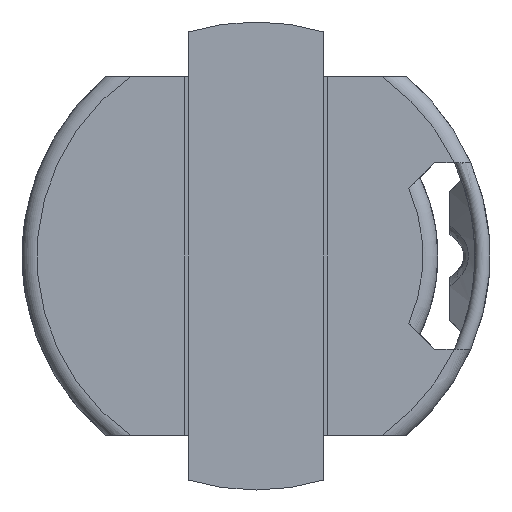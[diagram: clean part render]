
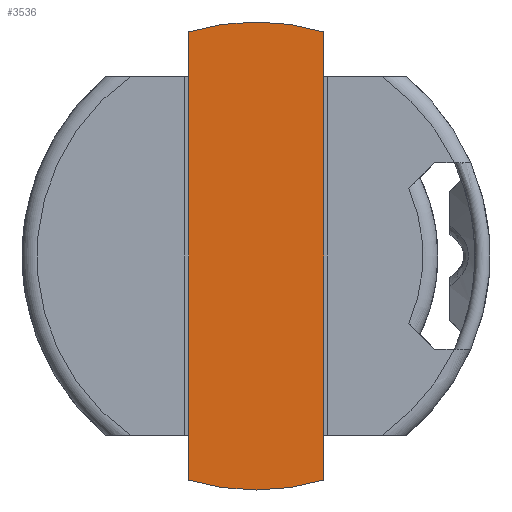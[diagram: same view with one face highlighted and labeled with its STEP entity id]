
A CAD part, left-side view. The second image highlights one B-rep face of the part: STEP entity #3536.
In plain terms, the highlighted planar face has unit normal (-1, 0, 0).
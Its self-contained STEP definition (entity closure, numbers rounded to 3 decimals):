
#220=CIRCLE('',#3859,12.55);
#221=CIRCLE('',#3861,12.55);
#428=FACE_OUTER_BOUND('',#620,.T.);
#620=EDGE_LOOP('',(#3229,#3230,#3231,#3232));
#908=LINE('',#7104,#1208);
#918=LINE('',#7122,#1218);
#1208=VECTOR('',#4728,10.);
#1218=VECTOR('',#4742,10.);
#1649=VERTEX_POINT('',#7101);
#1650=VERTEX_POINT('',#7103);
#1655=VERTEX_POINT('',#7119);
#1656=VERTEX_POINT('',#7121);
#2166=EDGE_CURVE('',#1650,#1649,#908,.T.);
#2176=EDGE_CURVE('',#1655,#1656,#918,.T.);
#2182=EDGE_CURVE('',#1649,#1656,#220,.T.);
#2183=EDGE_CURVE('',#1655,#1650,#221,.T.);
#3229=ORIENTED_EDGE('',*,*,#2176,.F.);
#3230=ORIENTED_EDGE('',*,*,#2183,.T.);
#3231=ORIENTED_EDGE('',*,*,#2166,.T.);
#3232=ORIENTED_EDGE('',*,*,#2182,.T.);
#3351=PLANE('',#3860);
#3536=ADVANCED_FACE('',(#428),#3351,.F.);
#3859=AXIS2_PLACEMENT_3D('',#7132,#4757,#4758);
#3860=AXIS2_PLACEMENT_3D('',#7133,#4759,#4760);
#3861=AXIS2_PLACEMENT_3D('',#7134,#4761,#4762);
#4728=DIRECTION('',(0.,0.,1.));
#4742=DIRECTION('',(0.,0.,1.));
#4757=DIRECTION('center_axis',(-1.,0.,0.));
#4758=DIRECTION('ref_axis',(0.,0.,-1.));
#4759=DIRECTION('center_axis',(1.,0.,0.));
#4760=DIRECTION('ref_axis',(0.,0.,-1.));
#4761=DIRECTION('center_axis',(-1.,0.,0.));
#4762=DIRECTION('ref_axis',(0.,0.,-1.));
#7101=CARTESIAN_POINT('',(-42.066,-3.625,12.015));
#7103=CARTESIAN_POINT('',(-42.066,-3.625,-12.015));
#7104=CARTESIAN_POINT('',(-42.066,-3.625,12.015));
#7119=CARTESIAN_POINT('',(-42.066,3.625,-12.015));
#7121=CARTESIAN_POINT('',(-42.066,3.625,12.015));
#7122=CARTESIAN_POINT('',(-42.066,3.625,5.475));
#7132=CARTESIAN_POINT('Origin',(-42.066,0.,0.));
#7133=CARTESIAN_POINT('Origin',(-42.066,0.,-11.75));
#7134=CARTESIAN_POINT('Origin',(-42.066,0.,0.));
